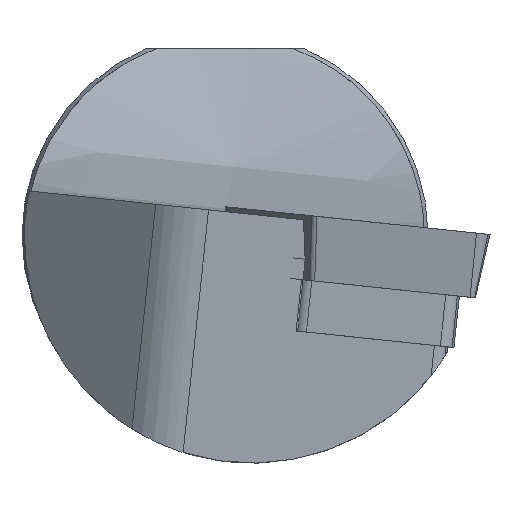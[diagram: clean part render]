
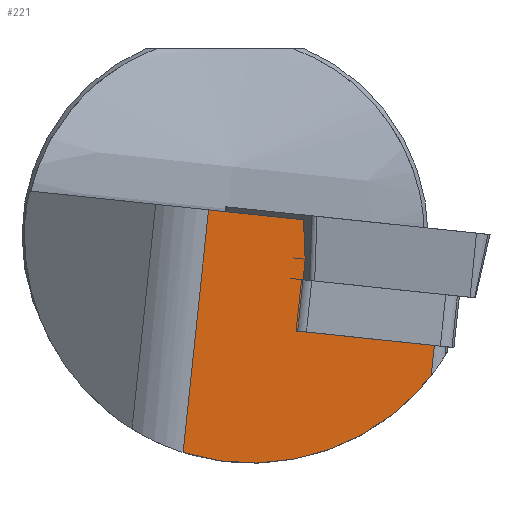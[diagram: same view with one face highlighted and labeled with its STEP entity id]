
A CAD part, left-side view. The second image highlights one B-rep face of the part: STEP entity #221.
In plain terms, the highlighted planar face has unit normal (-0.999, 0.052, 0.005).
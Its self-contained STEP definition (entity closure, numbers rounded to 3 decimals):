
#166=ELLIPSE('',#998,14.019,14.);
#221=ADVANCED_FACE('',(#295),#265,.F.);
#265=PLANE('',#999);
#295=FACE_OUTER_BOUND('',#342,.T.);
#342=EDGE_LOOP('',(#459,#460,#461,#462,#463,#464,#465,#466));
#459=ORIENTED_EDGE('',*,*,#733,.F.);
#460=ORIENTED_EDGE('',*,*,#759,.T.);
#461=ORIENTED_EDGE('',*,*,#762,.F.);
#462=ORIENTED_EDGE('',*,*,#750,.F.);
#463=ORIENTED_EDGE('',*,*,#763,.T.);
#464=ORIENTED_EDGE('',*,*,#764,.T.);
#465=ORIENTED_EDGE('',*,*,#765,.F.);
#466=ORIENTED_EDGE('',*,*,#766,.F.);
#642=VERTEX_POINT('',#1344);
#643=VERTEX_POINT('',#1346);
#651=VERTEX_POINT('',#1366);
#660=VERTEX_POINT('',#1388);
#666=VERTEX_POINT('',#1405);
#668=VERTEX_POINT('',#1413);
#669=VERTEX_POINT('',#1415);
#670=VERTEX_POINT('',#1417);
#733=EDGE_CURVE('',#643,#642,#849,.T.);
#750=EDGE_CURVE('',#660,#651,#859,.T.);
#759=EDGE_CURVE('',#643,#666,#868,.T.);
#762=EDGE_CURVE('',#651,#666,#871,.T.);
#763=EDGE_CURVE('',#660,#668,#872,.T.);
#764=EDGE_CURVE('',#668,#669,#166,.T.);
#765=EDGE_CURVE('',#670,#669,#873,.T.);
#766=EDGE_CURVE('',#642,#670,#874,.T.);
#849=LINE('',#1347,#916);
#859=LINE('',#1389,#926);
#868=LINE('',#1406,#935);
#871=LINE('',#1411,#938);
#872=LINE('',#1412,#939);
#873=LINE('',#1416,#940);
#874=LINE('',#1418,#941);
#916=VECTOR('',#1109,1.);
#926=VECTOR('',#1137,1.);
#935=VECTOR('',#1150,1.);
#938=VECTOR('',#1155,1.);
#939=VECTOR('',#1156,1.);
#940=VECTOR('',#1159,1.);
#941=VECTOR('',#1160,1.);
#998=AXIS2_PLACEMENT_3D('',#1414,#1157,#1158);
#999=AXIS2_PLACEMENT_3D('',#1419,#1161,#1162);
#1109=DIRECTION('',(-0.052,-0.993,-0.104));
#1137=DIRECTION('',(-0.052,-0.993,-0.104));
#1150=DIRECTION('',(0.,-0.105,0.995));
#1155=DIRECTION('',(-0.008,-0.044,-0.999));
#1156=DIRECTION('',(0.,0.105,-0.995));
#1157=DIRECTION('',(-0.999,0.052,0.005));
#1158=DIRECTION('',(0.052,0.993,0.104));
#1159=DIRECTION('',(0.,0.105,-0.995));
#1160=DIRECTION('',(-0.052,-0.993,-0.104));
#1161=DIRECTION('',(0.999,-0.052,-0.005));
#1162=DIRECTION('',(0.052,0.999,0.));
#1344=CARTESIAN_POINT('',(1.611,-4.494,-5.875));
#1346=CARTESIAN_POINT('',(1.612,-4.467,-5.872));
#1347=CARTESIAN_POINT('',(1.171,-12.883,-6.757));
#1366=CARTESIAN_POINT('',(1.631,-4.825,0.978));
#1388=CARTESIAN_POINT('',(1.937,1.015,1.592));
#1389=CARTESIAN_POINT('',(1.171,-13.599,0.056));
#1405=CARTESIAN_POINT('',(1.612,-4.932,-1.447));
#1406=CARTESIAN_POINT('',(1.612,-7.603,23.964));
#1411=CARTESIAN_POINT('',(1.394,-6.171,-29.673));
#1412=CARTESIAN_POINT('',(1.937,4.119,-27.946));
#1413=CARTESIAN_POINT('',(1.937,2.585,-13.344));
#1414=CARTESIAN_POINT('',(1.79,-1.65,0.));
#1415=CARTESIAN_POINT('',(1.171,-12.687,-8.612));
#1416=CARTESIAN_POINT('',(1.171,-10.494,-29.481));
#1417=CARTESIAN_POINT('',(1.171,-12.883,-6.757));
#1418=CARTESIAN_POINT('',(1.171,-12.883,-6.757));
#1419=CARTESIAN_POINT('',(1.171,-10.494,-29.481));
